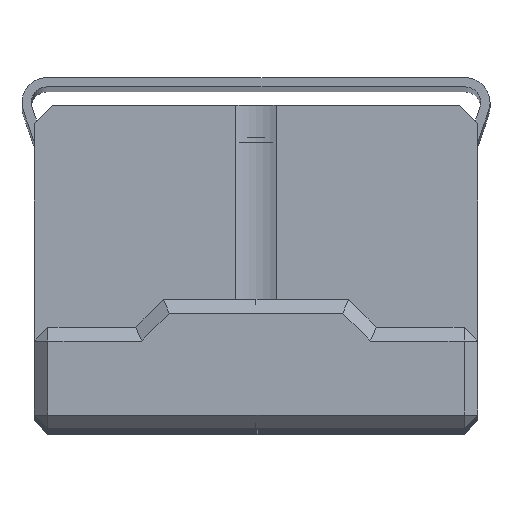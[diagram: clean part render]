
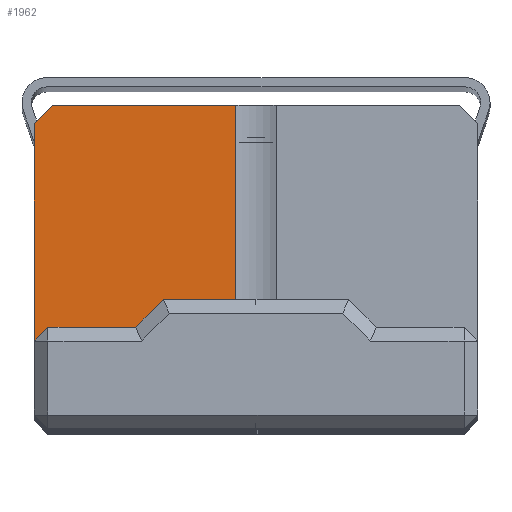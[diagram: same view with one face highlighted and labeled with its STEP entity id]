
A CAD part, top view. The second image highlights one B-rep face of the part: STEP entity #1962.
In plain terms, the highlighted planar face has unit normal (0, 0, 1).
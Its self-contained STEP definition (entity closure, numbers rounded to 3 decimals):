
#5 = VECTOR ( 'NONE', #1296, 1000. ) ;
#61 = VERTEX_POINT ( 'NONE', #3482 ) ;
#275 = CARTESIAN_POINT ( 'NONE',  ( -13.09, 35., 3. ) ) ;
#304 = ORIENTED_EDGE ( 'NONE', *, *, #1110, .F. ) ;
#597 = LINE ( 'NONE', #2412, #5601 ) ;
#702 = ORIENTED_EDGE ( 'NONE', *, *, #1333, .F. ) ;
#790 = DIRECTION ( 'NONE',  ( 0., 1., 0. ) ) ;
#844 = LINE ( 'NONE', #4433, #5 ) ;
#895 = CARTESIAN_POINT ( 'NONE',  ( 0., 14., 3. ) ) ;
#915 = CARTESIAN_POINT ( 'NONE',  ( -22.5, 11., 3. ) ) ;
#1005 = VERTEX_POINT ( 'NONE', #3253 ) ;
#1110 = EDGE_CURVE ( 'NONE', #5250, #4544, #4368, .T. ) ;
#1202 = LINE ( 'NONE', #3366, #5792 ) ;
#1296 = DIRECTION ( 'NONE',  ( -1., 0., 0. ) ) ;
#1313 = VERTEX_POINT ( 'NONE', #2831 ) ;
#1333 = EDGE_CURVE ( 'NONE', #3924, #1577, #597, .T. ) ;
#1406 = CARTESIAN_POINT ( 'NONE',  ( -13., 11., 3. ) ) ;
#1577 = VERTEX_POINT ( 'NONE', #2401 ) ;
#1590 = CARTESIAN_POINT ( 'NONE',  ( -10., 14., 3. ) ) ;
#1781 = DIRECTION ( 'NONE',  ( -1., 0., 0. ) ) ;
#1909 = ORIENTED_EDGE ( 'NONE', *, *, #5720, .F. ) ;
#1962 = ADVANCED_FACE ( 'NONE', ( #4047 ), #4025, .F. ) ;
#2137 = CARTESIAN_POINT ( 'NONE',  ( -2.179, 9.5, 3. ) ) ;
#2344 = EDGE_CURVE ( 'NONE', #1313, #4409, #4790, .T. ) ;
#2401 = CARTESIAN_POINT ( 'NONE',  ( -24., 9.5, 3. ) ) ;
#2412 = CARTESIAN_POINT ( 'NONE',  ( -22.5, 11., 3. ) ) ;
#2478 = VECTOR ( 'NONE', #3566, 1000. ) ;
#2536 = ORIENTED_EDGE ( 'NONE', *, *, #5101, .F. ) ;
#2606 = CARTESIAN_POINT ( 'NONE',  ( -10., 14., 3. ) ) ;
#2831 = CARTESIAN_POINT ( 'NONE',  ( -2.179, 35., 3. ) ) ;
#2893 = EDGE_CURVE ( 'NONE', #4544, #3924, #844, .T. ) ;
#3071 = VECTOR ( 'NONE', #4791, 1000. ) ;
#3158 = LINE ( 'NONE', #895, #2478 ) ;
#3253 = CARTESIAN_POINT ( 'NONE',  ( -22., 35., 3. ) ) ;
#3366 = CARTESIAN_POINT ( 'NONE',  ( -24., 22.25, 3. ) ) ;
#3482 = CARTESIAN_POINT ( 'NONE',  ( -24., 33., 3. ) ) ;
#3566 = DIRECTION ( 'NONE',  ( -1., 0., 0. ) ) ;
#3808 = LINE ( 'NONE', #275, #3071 ) ;
#3924 = VERTEX_POINT ( 'NONE', #915 ) ;
#4013 = ORIENTED_EDGE ( 'NONE', *, *, #2344, .F. ) ;
#4022 = ORIENTED_EDGE ( 'NONE', *, *, #2893, .F. ) ;
#4025 = PLANE ( 'NONE',  #4384 ) ;
#4034 = LINE ( 'NONE', #4960, #4940 ) ;
#4047 = FACE_OUTER_BOUND ( 'NONE', #4442, .T. ) ;
#4089 = VECTOR ( 'NONE', #4286, 1000. ) ;
#4286 = DIRECTION ( 'NONE',  ( -0.707, -0.707, 0. ) ) ;
#4368 = LINE ( 'NONE', #1590, #4089 ) ;
#4384 = AXIS2_PLACEMENT_3D ( 'NONE', #2137, #5822, #1781 ) ;
#4409 = VERTEX_POINT ( 'NONE', #5320 ) ;
#4433 = CARTESIAN_POINT ( 'NONE',  ( -13.09, 11., 3. ) ) ;
#4442 = EDGE_LOOP ( 'NONE', ( #4013, #5745, #5478, #2536, #702, #4022, #304, #1909 ) ) ;
#4544 = VERTEX_POINT ( 'NONE', #1406 ) ;
#4790 = LINE ( 'NONE', #5139, #5763 ) ;
#4791 = DIRECTION ( 'NONE',  ( 1., 0., 0. ) ) ;
#4901 = DIRECTION ( 'NONE',  ( 0.707, 0.707, 0. ) ) ;
#4940 = VECTOR ( 'NONE', #4901, 1000. ) ;
#4960 = CARTESIAN_POINT ( 'NONE',  ( -22., 35., 3. ) ) ;
#5092 = EDGE_CURVE ( 'NONE', #1005, #1313, #3808, .T. ) ;
#5101 = EDGE_CURVE ( 'NONE', #1577, #61, #1202, .T. ) ;
#5139 = CARTESIAN_POINT ( 'NONE',  ( -2.179, 22.25, 3. ) ) ;
#5250 = VERTEX_POINT ( 'NONE', #2606 ) ;
#5320 = CARTESIAN_POINT ( 'NONE',  ( -2.179, 14., 3. ) ) ;
#5478 = ORIENTED_EDGE ( 'NONE', *, *, #5717, .F. ) ;
#5565 = DIRECTION ( 'NONE',  ( -0.707, -0.707, 0. ) ) ;
#5601 = VECTOR ( 'NONE', #5565, 1000. ) ;
#5694 = DIRECTION ( 'NONE',  ( 0., -1., 0. ) ) ;
#5717 = EDGE_CURVE ( 'NONE', #61, #1005, #4034, .T. ) ;
#5720 = EDGE_CURVE ( 'NONE', #4409, #5250, #3158, .T. ) ;
#5745 = ORIENTED_EDGE ( 'NONE', *, *, #5092, .F. ) ;
#5763 = VECTOR ( 'NONE', #5694, 1000. ) ;
#5792 = VECTOR ( 'NONE', #790, 1000. ) ;
#5822 = DIRECTION ( 'NONE',  ( 0., 0., -1. ) ) ;
